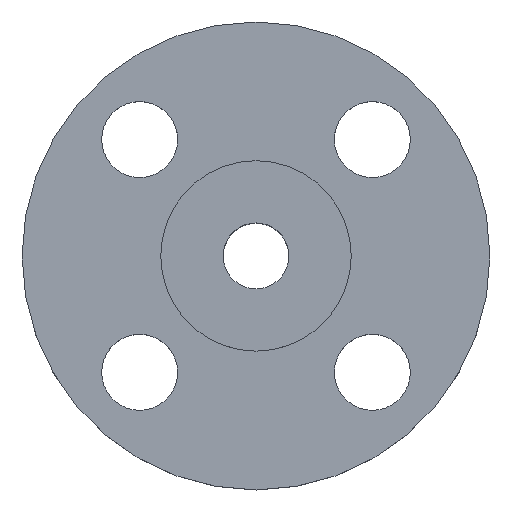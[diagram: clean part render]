
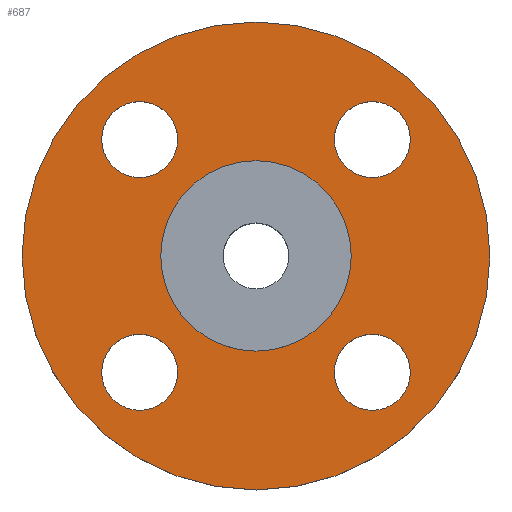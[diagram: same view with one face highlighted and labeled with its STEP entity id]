
A CAD part, top view. The second image highlights one B-rep face of the part: STEP entity #687.
In plain terms, the highlighted planar face has unit normal (0, 0, 1).
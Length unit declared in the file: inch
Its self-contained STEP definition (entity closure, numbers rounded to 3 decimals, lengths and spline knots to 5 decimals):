
#3 = CIRCLE ( 'NONE', #412, 0.375 ) ;
#4 = DIRECTION ( 'NONE',  ( -1., 0., 0. ) ) ;
#7 = EDGE_CURVE ( 'NONE', #413, #305, #316, .T. ) ;
#13 = CARTESIAN_POINT ( 'NONE',  ( 0., 0., 0. ) ) ;
#15 = ORIENTED_EDGE ( 'NONE', *, *, #7, .F. ) ;
#23 = CARTESIAN_POINT ( 'NONE',  ( 0.94, 0., 0. ) ) ;
#24 = ORIENTED_EDGE ( 'NONE', *, *, #406, .T. ) ;
#30 = EDGE_CURVE ( 'NONE', #219, #541, #599, .T. ) ;
#33 = CARTESIAN_POINT ( 'NONE',  ( 2.31, 0., 0. ) ) ;
#41 = CARTESIAN_POINT ( 'NONE',  ( 0., 0., 0. ) ) ;
#47 = DIRECTION ( 'NONE',  ( 0., 1., 0. ) ) ;
#60 = VERTEX_POINT ( 'NONE', #255 ) ;
#73 = CARTESIAN_POINT ( 'NONE',  ( 1.14905, 1.14905, 0. ) ) ;
#79 = CARTESIAN_POINT ( 'NONE',  ( -1.14905, 1.14905, 0. ) ) ;
#82 = CIRCLE ( 'NONE', #378, 0.94 ) ;
#87 = CARTESIAN_POINT ( 'NONE',  ( 1.14905, -0.77405, 0. ) ) ;
#97 = CIRCLE ( 'NONE', #563, 0.375 ) ;
#105 = EDGE_LOOP ( 'NONE', ( #523, #480 ) ) ;
#106 = FACE_OUTER_BOUND ( 'NONE', #725, .T. ) ;
#122 = CIRCLE ( 'NONE', #445, 2.31 ) ;
#125 = DIRECTION ( 'NONE',  ( 0., 0., 1. ) ) ;
#134 = AXIS2_PLACEMENT_3D ( 'NONE', #482, #303, #549 ) ;
#137 = VERTEX_POINT ( 'NONE', #23 ) ;
#140 = CARTESIAN_POINT ( 'NONE',  ( -1.14905, -1.14905, 0. ) ) ;
#142 = CARTESIAN_POINT ( 'NONE',  ( 0.77405, 1.14905, 0. ) ) ;
#144 = EDGE_CURVE ( 'NONE', #305, #413, #97, .T. ) ;
#163 = CIRCLE ( 'NONE', #261, 0.375 ) ;
#184 = VERTEX_POINT ( 'NONE', #87 ) ;
#195 = VERTEX_POINT ( 'NONE', #598 ) ;
#213 = CARTESIAN_POINT ( 'NONE',  ( 0., 0., 0. ) ) ;
#219 = VERTEX_POINT ( 'NONE', #527 ) ;
#220 = DIRECTION ( 'NONE',  ( 0., 0., 1. ) ) ;
#227 = CIRCLE ( 'NONE', #700, 0.94 ) ;
#228 = EDGE_CURVE ( 'NONE', #259, #195, #510, .T. ) ;
#236 = DIRECTION ( 'NONE',  ( 0., 0., 1. ) ) ;
#241 = DIRECTION ( 'NONE',  ( 1., 0., 0. ) ) ;
#242 = EDGE_CURVE ( 'NONE', #632, #137, #227, .T. ) ;
#245 = CARTESIAN_POINT ( 'NONE',  ( 0., 0., 0. ) ) ;
#254 = EDGE_CURVE ( 'NONE', #137, #632, #82, .T. ) ;
#255 = CARTESIAN_POINT ( 'NONE',  ( -2.31, 0., 0. ) ) ;
#258 = DIRECTION ( 'NONE',  ( 1., 0., 0. ) ) ;
#259 = VERTEX_POINT ( 'NONE', #400 ) ;
#261 = AXIS2_PLACEMENT_3D ( 'NONE', #414, #666, #659 ) ;
#267 = DIRECTION ( 'NONE',  ( 1., 0., 0. ) ) ;
#269 = AXIS2_PLACEMENT_3D ( 'NONE', #140, #389, #4 ) ;
#288 = PLANE ( 'NONE',  #338 ) ;
#303 = DIRECTION ( 'NONE',  ( 0., 0., 1. ) ) ;
#305 = VERTEX_POINT ( 'NONE', #494 ) ;
#310 = CIRCLE ( 'NONE', #703, 0.375 ) ;
#312 = EDGE_CURVE ( 'NONE', #374, #60, #122, .T. ) ;
#316 = CIRCLE ( 'NONE', #269, 0.375 ) ;
#322 = DIRECTION ( 'NONE',  ( 1., 0., 0. ) ) ;
#325 = EDGE_LOOP ( 'NONE', ( #557, #576 ) ) ;
#330 = DIRECTION ( 'NONE',  ( 0., 0., 1. ) ) ;
#333 = ORIENTED_EDGE ( 'NONE', *, *, #242, .F. ) ;
#338 = AXIS2_PLACEMENT_3D ( 'NONE', #41, #236, #545 ) ;
#344 = EDGE_LOOP ( 'NONE', ( #333, #808 ) ) ;
#346 = DIRECTION ( 'NONE',  ( 0., 1., 0. ) ) ;
#350 = EDGE_LOOP ( 'NONE', ( #15, #370 ) ) ;
#370 = ORIENTED_EDGE ( 'NONE', *, *, #144, .F. ) ;
#374 = VERTEX_POINT ( 'NONE', #33 ) ;
#377 = CARTESIAN_POINT ( 'NONE',  ( -1.52405, -1.14905, 0. ) ) ;
#378 = AXIS2_PLACEMENT_3D ( 'NONE', #213, #517, #459 ) ;
#389 = DIRECTION ( 'NONE',  ( 0., 0., 1. ) ) ;
#400 = CARTESIAN_POINT ( 'NONE',  ( -1.14905, 0.77405, 0. ) ) ;
#406 = EDGE_CURVE ( 'NONE', #60, #374, #756, .T. ) ;
#412 = AXIS2_PLACEMENT_3D ( 'NONE', #476, #220, #47 ) ;
#413 = VERTEX_POINT ( 'NONE', #377 ) ;
#414 = CARTESIAN_POINT ( 'NONE',  ( 1.14905, -1.14905, 0. ) ) ;
#424 = CARTESIAN_POINT ( 'NONE',  ( -0.94, 0., 0. ) ) ;
#435 = FACE_BOUND ( 'NONE', #105, .T. ) ;
#436 = EDGE_CURVE ( 'NONE', #541, #219, #698, .T. ) ;
#445 = AXIS2_PLACEMENT_3D ( 'NONE', #245, #553, #241 ) ;
#459 = DIRECTION ( 'NONE',  ( 1., 0., 0. ) ) ;
#476 = CARTESIAN_POINT ( 'NONE',  ( -1.14905, 1.14905, 0. ) ) ;
#480 = ORIENTED_EDGE ( 'NONE', *, *, #436, .F. ) ;
#482 = CARTESIAN_POINT ( 'NONE',  ( 0., 0., 0. ) ) ;
#483 = DIRECTION ( 'NONE',  ( 0., -1., 0. ) ) ;
#494 = CARTESIAN_POINT ( 'NONE',  ( -0.77405, -1.14905, 0. ) ) ;
#510 = CIRCLE ( 'NONE', #584, 0.375 ) ;
#517 = DIRECTION ( 'NONE',  ( 0., 0., 1. ) ) ;
#519 = EDGE_CURVE ( 'NONE', #184, #565, #310, .T. ) ;
#523 = ORIENTED_EDGE ( 'NONE', *, *, #30, .F. ) ;
#527 = CARTESIAN_POINT ( 'NONE',  ( 1.52405, 1.14905, 0. ) ) ;
#541 = VERTEX_POINT ( 'NONE', #142 ) ;
#545 = DIRECTION ( 'NONE',  ( 1., 0., 0. ) ) ;
#549 = DIRECTION ( 'NONE',  ( 1., 0., 0. ) ) ;
#553 = DIRECTION ( 'NONE',  ( 0., 0., 1. ) ) ;
#557 = ORIENTED_EDGE ( 'NONE', *, *, #747, .F. ) ;
#563 = AXIS2_PLACEMENT_3D ( 'NONE', #721, #646, #724 ) ;
#565 = VERTEX_POINT ( 'NONE', #692 ) ;
#573 = CARTESIAN_POINT ( 'NONE',  ( 1.14905, 1.14905, 0. ) ) ;
#576 = ORIENTED_EDGE ( 'NONE', *, *, #519, .F. ) ;
#584 = AXIS2_PLACEMENT_3D ( 'NONE', #79, #786, #346 ) ;
#598 = CARTESIAN_POINT ( 'NONE',  ( -1.14905, 1.52405, 0. ) ) ;
#599 = CIRCLE ( 'NONE', #639, 0.375 ) ;
#604 = FACE_BOUND ( 'NONE', #344, .T. ) ;
#614 = ORIENTED_EDGE ( 'NONE', *, *, #312, .T. ) ;
#618 = EDGE_LOOP ( 'NONE', ( #784, #651 ) ) ;
#632 = VERTEX_POINT ( 'NONE', #424 ) ;
#639 = AXIS2_PLACEMENT_3D ( 'NONE', #73, #330, #258 ) ;
#646 = DIRECTION ( 'NONE',  ( 0., 0., 1. ) ) ;
#651 = ORIENTED_EDGE ( 'NONE', *, *, #228, .F. ) ;
#659 = DIRECTION ( 'NONE',  ( 0., -1., 0. ) ) ;
#666 = DIRECTION ( 'NONE',  ( 0., 0., 1. ) ) ;
#670 = EDGE_CURVE ( 'NONE', #195, #259, #3, .T. ) ;
#675 = AXIS2_PLACEMENT_3D ( 'NONE', #573, #695, #322 ) ;
#687 = ADVANCED_FACE ( 'NONE', ( #731, #799, #727, #435, #604, #106 ), #288, .T. ) ;
#689 = CARTESIAN_POINT ( 'NONE',  ( 1.14905, -1.14905, 0. ) ) ;
#692 = CARTESIAN_POINT ( 'NONE',  ( 1.14905, -1.52405, 0. ) ) ;
#695 = DIRECTION ( 'NONE',  ( 0., 0., 1. ) ) ;
#698 = CIRCLE ( 'NONE', #675, 0.375 ) ;
#700 = AXIS2_PLACEMENT_3D ( 'NONE', #13, #710, #267 ) ;
#703 = AXIS2_PLACEMENT_3D ( 'NONE', #689, #125, #483 ) ;
#710 = DIRECTION ( 'NONE',  ( 0., 0., 1. ) ) ;
#721 = CARTESIAN_POINT ( 'NONE',  ( -1.14905, -1.14905, 0. ) ) ;
#724 = DIRECTION ( 'NONE',  ( -1., 0., 0. ) ) ;
#725 = EDGE_LOOP ( 'NONE', ( #614, #24 ) ) ;
#727 = FACE_BOUND ( 'NONE', #618, .T. ) ;
#731 = FACE_BOUND ( 'NONE', #325, .T. ) ;
#747 = EDGE_CURVE ( 'NONE', #565, #184, #163, .T. ) ;
#756 = CIRCLE ( 'NONE', #134, 2.31 ) ;
#784 = ORIENTED_EDGE ( 'NONE', *, *, #670, .F. ) ;
#786 = DIRECTION ( 'NONE',  ( 0., 0., 1. ) ) ;
#799 = FACE_BOUND ( 'NONE', #350, .T. ) ;
#808 = ORIENTED_EDGE ( 'NONE', *, *, #254, .F. ) ;
